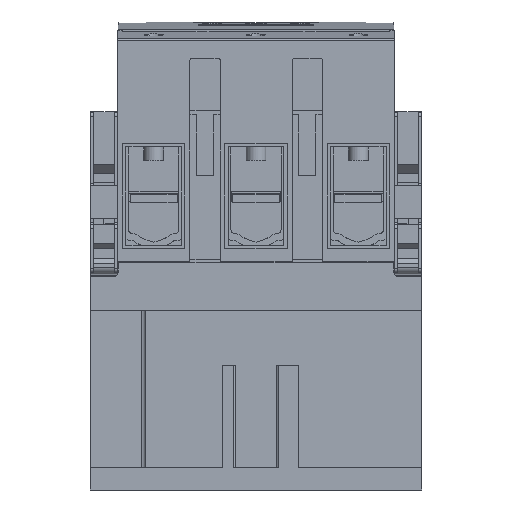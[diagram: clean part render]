
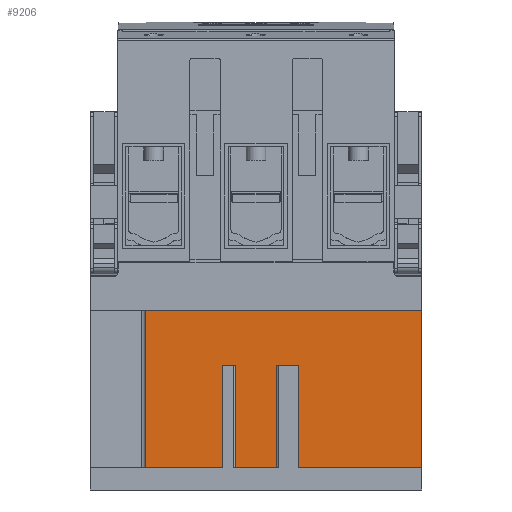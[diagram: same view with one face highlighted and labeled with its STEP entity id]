
A CAD part, front view. The second image highlights one B-rep face of the part: STEP entity #9206.
In plain terms, the highlighted planar face has unit normal (0, -1, 0).
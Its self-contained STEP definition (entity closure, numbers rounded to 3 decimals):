
#9206=ADVANCED_FACE('',(#18817),#18818,.T.);
#18817=FACE_OUTER_BOUND('',#28654,.T.);
#18818=PLANE('',#28655);
#28654=EDGE_LOOP('',(#58874,#58875,#58876,#58877,#58878,#58879,#58880,#58881,#58882,#58883,#58884,#58885));
#28655=AXIS2_PLACEMENT_3D('',#58886,#58887,#58888);
#58874=ORIENTED_EDGE('',*,*,#72504,.T.);
#58875=ORIENTED_EDGE('',*,*,#72502,.F.);
#58876=ORIENTED_EDGE('',*,*,#72441,.T.);
#58877=ORIENTED_EDGE('',*,*,#72380,.T.);
#58878=ORIENTED_EDGE('',*,*,#72510,.T.);
#58879=ORIENTED_EDGE('',*,*,#72519,.T.);
#58880=ORIENTED_EDGE('',*,*,#72531,.F.);
#58881=ORIENTED_EDGE('',*,*,#72601,.T.);
#58882=ORIENTED_EDGE('',*,*,#72563,.T.);
#58883=ORIENTED_EDGE('',*,*,#72588,.T.);
#58884=ORIENTED_EDGE('',*,*,#72524,.F.);
#58885=ORIENTED_EDGE('',*,*,#72522,.T.);
#58886=CARTESIAN_POINT('',(60.0,20.0,0.0));
#58887=DIRECTION('',(0.0,-1.0,0.0));
#58888=DIRECTION('',(0.0,0.0,1.0));
#72380=EDGE_CURVE('',#90665,#90662,#90666,.T.);
#72441=EDGE_CURVE('',#90757,#90665,#90758,.T.);
#72502=EDGE_CURVE('',#90757,#90847,#90849,.T.);
#72504=EDGE_CURVE('',#90851,#90847,#90852,.T.);
#72510=EDGE_CURVE('',#90662,#90859,#90861,.T.);
#72519=EDGE_CURVE('',#90859,#90872,#90874,.T.);
#72522=EDGE_CURVE('',#90876,#90851,#90878,.T.);
#72524=EDGE_CURVE('',#90876,#90880,#90881,.T.);
#72531=EDGE_CURVE('',#90889,#90872,#90891,.T.);
#72563=EDGE_CURVE('',#90924,#90922,#90925,.T.);
#72588=EDGE_CURVE('',#90922,#90880,#90955,.T.);
#72601=EDGE_CURVE('',#90889,#90924,#90970,.T.);
#90662=VERTEX_POINT('',#119678);
#90665=VERTEX_POINT('',#119681);
#90666=LINE('',#119682,#119683);
#90757=VERTEX_POINT('',#119804);
#90758=LINE('',#119805,#119806);
#90847=VERTEX_POINT('',#119924);
#90849=LINE('',#119926,#119927);
#90851=VERTEX_POINT('',#119929);
#90852=LINE('',#119930,#119931);
#90859=VERTEX_POINT('',#119941);
#90861=LINE('',#119944,#119945);
#90872=VERTEX_POINT('',#119961);
#90874=LINE('',#119964,#119965);
#90876=VERTEX_POINT('',#119967);
#90878=LINE('',#119970,#119971);
#90880=VERTEX_POINT('',#119973);
#90881=LINE('',#119974,#119975);
#90889=VERTEX_POINT('',#119985);
#90891=LINE('',#119988,#119989);
#90922=VERTEX_POINT('',#120032);
#90924=VERTEX_POINT('',#120035);
#90925=LINE('',#120036,#120037);
#90955=LINE('',#120079,#120080);
#90970=LINE('',#120101,#120102);
#119678=CARTESIAN_POINT('',(72.85,20.0,45.0));
#119681=CARTESIAN_POINT('',(72.85,20.0,8.0));
#119682=CARTESIAN_POINT('',(72.85,20.0,8.0));
#119683=VECTOR('',#134433,1.0);
#119804=CARTESIAN_POINT('',(50.15,20.0,8.0));
#119805=CARTESIAN_POINT('',(50.15,20.0,8.0));
#119806=VECTOR('',#134509,1.0);
#119924=CARTESIAN_POINT('',(50.15,20.0,45.0));
#119926=CARTESIAN_POINT('',(50.15,20.0,8.0));
#119927=VECTOR('',#134587,1.0);
#119929=CARTESIAN_POINT('',(47.75,20.0,45.0));
#119930=CARTESIAN_POINT('',(60.75,20.0,45.0));
#119931=VECTOR('',#134588,1.0);
#119941=CARTESIAN_POINT('',(75.25,20.0,45.0));
#119944=CARTESIAN_POINT('',(60.75,20.0,45.0));
#119945=VECTOR('',#134593,1.0);
#119961=CARTESIAN_POINT('',(75.25,20.0,8.0));
#119964=CARTESIAN_POINT('',(75.25,20.0,0.0));
#119965=VECTOR('',#134600,1.0);
#119967=CARTESIAN_POINT('',(47.75,20.0,8.0));
#119970=CARTESIAN_POINT('',(47.75,20.0,0.0));
#119971=VECTOR('',#134602,1.0);
#119973=CARTESIAN_POINT('',(20.1,20.0,8.0));
#119974=CARTESIAN_POINT('',(60.0,20.0,8.0));
#119975=VECTOR('',#134603,1.0);
#119985=CARTESIAN_POINT('',(120.0,20.0,8.0));
#119988=CARTESIAN_POINT('',(60.0,20.0,8.0));
#119989=VECTOR('',#134613,1.0);
#120032=CARTESIAN_POINT('',(20.1,20.0,64.8));
#120035=CARTESIAN_POINT('',(120.0,20.0,64.8));
#120036=CARTESIAN_POINT('',(30.0,20.0,64.8));
#120037=VECTOR('',#134630,1.0);
#120079=CARTESIAN_POINT('',(20.1,20.0,4.0));
#120080=VECTOR('',#134649,1.0);
#120101=CARTESIAN_POINT('',(120.0,20.0,0.0));
#120102=VECTOR('',#134656,1.0);
#134433=DIRECTION('',(0.0,0.0,1.0));
#134509=DIRECTION('',(1.0,0.0,0.0));
#134587=DIRECTION('',(0.0,0.0,1.0));
#134588=DIRECTION('',(1.0,0.0,0.0));
#134593=DIRECTION('',(1.0,0.0,0.0));
#134600=DIRECTION('',(0.0,0.0,-1.0));
#134602=DIRECTION('',(0.0,-0.0,1.0));
#134603=DIRECTION('',(-1.0,-0.0,0.0));
#134613=DIRECTION('',(-1.0,-0.0,0.0));
#134630=DIRECTION('',(-1.0,0.0,0.0));
#134649=DIRECTION('',(0.0,0.0,-1.0));
#134656=DIRECTION('',(0.0,0.0,1.0));
